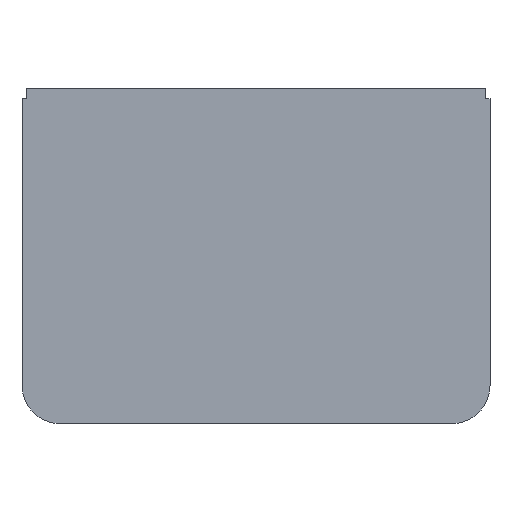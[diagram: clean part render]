
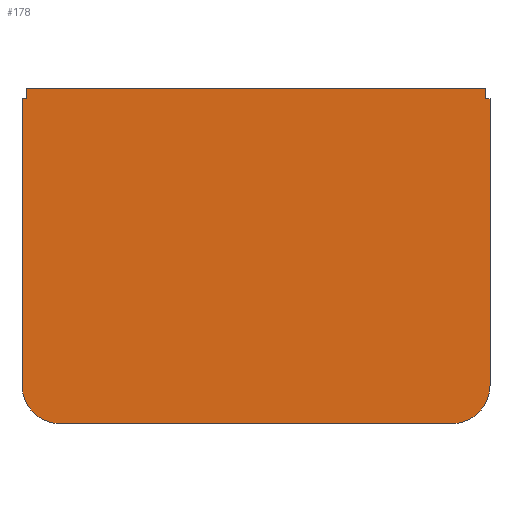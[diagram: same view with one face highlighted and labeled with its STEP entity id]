
A CAD part, left-side view. The second image highlights one B-rep face of the part: STEP entity #178.
In plain terms, the highlighted planar face has unit normal (-1, 0, 0).
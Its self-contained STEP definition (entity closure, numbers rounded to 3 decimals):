
#140=CIRCLE('',#916,36.);
#141=CIRCLE('',#917,36.);
#178=ADVANCED_FACE('',(#248),#222,.T.);
#222=PLANE('',#918);
#248=FACE_OUTER_BOUND('',#292,.T.);
#292=EDGE_LOOP('',(#368,#369,#370,#371,#372,#373,#374,#375,#376,#377));
#368=ORIENTED_EDGE('',*,*,#667,.F.);
#369=ORIENTED_EDGE('',*,*,#648,.T.);
#370=ORIENTED_EDGE('',*,*,#668,.F.);
#371=ORIENTED_EDGE('',*,*,#656,.F.);
#372=ORIENTED_EDGE('',*,*,#669,.T.);
#373=ORIENTED_EDGE('',*,*,#670,.F.);
#374=ORIENTED_EDGE('',*,*,#671,.F.);
#375=ORIENTED_EDGE('',*,*,#672,.F.);
#376=ORIENTED_EDGE('',*,*,#673,.F.);
#377=ORIENTED_EDGE('',*,*,#674,.F.);
#573=VERTEX_POINT('',#1250);
#574=VERTEX_POINT('',#1252);
#581=VERTEX_POINT('',#1267);
#582=VERTEX_POINT('',#1269);
#590=VERTEX_POINT('',#1292);
#591=VERTEX_POINT('',#1295);
#592=VERTEX_POINT('',#1297);
#593=VERTEX_POINT('',#1299);
#594=VERTEX_POINT('',#1301);
#595=VERTEX_POINT('',#1303);
#648=EDGE_CURVE('',#574,#573,#761,.T.);
#656=EDGE_CURVE('',#581,#582,#769,.T.);
#667=EDGE_CURVE('',#574,#590,#774,.T.);
#668=EDGE_CURVE('',#582,#573,#775,.T.);
#669=EDGE_CURVE('',#581,#591,#776,.T.);
#670=EDGE_CURVE('',#592,#591,#777,.T.);
#671=EDGE_CURVE('',#593,#592,#140,.T.);
#672=EDGE_CURVE('',#594,#593,#778,.T.);
#673=EDGE_CURVE('',#595,#594,#141,.T.);
#674=EDGE_CURVE('',#590,#595,#779,.T.);
#761=LINE('',#1251,#835);
#769=LINE('',#1268,#843);
#774=LINE('',#1291,#848);
#775=LINE('',#1293,#849);
#776=LINE('',#1294,#850);
#777=LINE('',#1296,#851);
#778=LINE('',#1300,#852);
#779=LINE('',#1304,#853);
#835=VECTOR('',#998,1.);
#843=VECTOR('',#1008,1.);
#848=VECTOR('',#1033,1.);
#849=VECTOR('',#1034,1.);
#850=VECTOR('',#1035,1.);
#851=VECTOR('',#1036,1.);
#852=VECTOR('',#1039,1.);
#853=VECTOR('',#1042,1.);
#916=AXIS2_PLACEMENT_3D('',#1298,#1037,#1038);
#917=AXIS2_PLACEMENT_3D('',#1302,#1040,#1041);
#918=AXIS2_PLACEMENT_3D('',#1305,#1043,#1044);
#998=DIRECTION('',(0.,0.,1.));
#1008=DIRECTION('',(0.,0.,1.));
#1033=DIRECTION('',(0.,-1.,0.));
#1034=DIRECTION('',(0.,-1.,0.));
#1035=DIRECTION('',(0.,1.,0.));
#1036=DIRECTION('',(0.,0.,1.));
#1037=DIRECTION('',(1.,0.,0.));
#1038=DIRECTION('',(0.,0.,-1.));
#1039=DIRECTION('',(0.,1.,0.));
#1040=DIRECTION('',(1.,0.,0.));
#1041=DIRECTION('',(0.,0.,-1.));
#1042=DIRECTION('',(0.,0.,-1.));
#1043=DIRECTION('',(-1.,0.,0.));
#1044=DIRECTION('',(0.,0.,1.));
#1250=CARTESIAN_POINT('',(-60.,-395.,0.));
#1251=CARTESIAN_POINT('',(-60.,-395.,-310.));
#1252=CARTESIAN_POINT('',(-60.,-395.,-10.));
#1267=CARTESIAN_POINT('',(-60.,35.,-10.));
#1268=CARTESIAN_POINT('',(-60.,35.,-310.));
#1269=CARTESIAN_POINT('',(-60.,35.,0.));
#1291=CARTESIAN_POINT('',(-60.,-395.,-10.));
#1292=CARTESIAN_POINT('',(-60.,-399.,-10.));
#1293=CARTESIAN_POINT('',(-60.,-383.,0.));
#1294=CARTESIAN_POINT('',(-60.,-395.,-10.));
#1295=CARTESIAN_POINT('',(-60.,39.,-10.));
#1296=CARTESIAN_POINT('',(-60.,39.,-278.));
#1297=CARTESIAN_POINT('',(-60.,39.,-278.));
#1298=CARTESIAN_POINT('',(-60.,3.,-278.));
#1299=CARTESIAN_POINT('',(-60.,3.,-314.));
#1300=CARTESIAN_POINT('',(-60.,-363.,-314.));
#1301=CARTESIAN_POINT('',(-60.,-363.,-314.));
#1302=CARTESIAN_POINT('',(-60.,-363.,-278.));
#1303=CARTESIAN_POINT('',(-60.,-399.,-278.));
#1304=CARTESIAN_POINT('',(-60.,-399.,0.));
#1305=CARTESIAN_POINT('',(-60.,23.,-310.));
